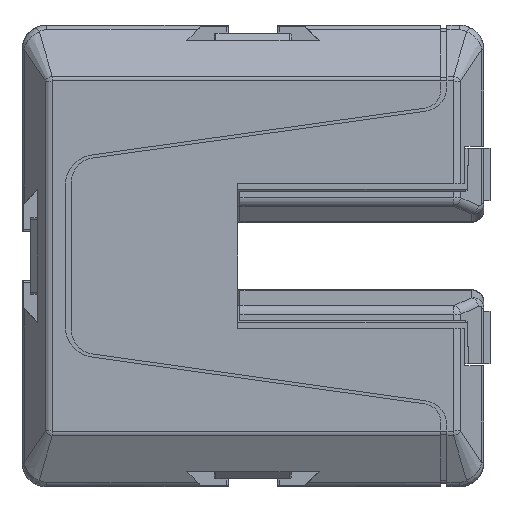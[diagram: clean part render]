
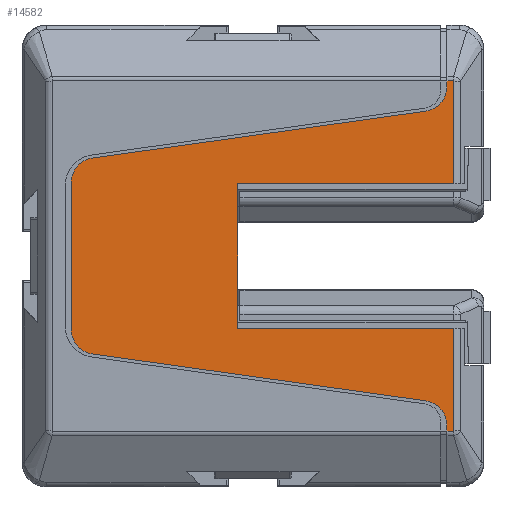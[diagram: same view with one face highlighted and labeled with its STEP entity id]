
A CAD part, left-side view. The second image highlights one B-rep face of the part: STEP entity #14582.
In plain terms, the highlighted planar face has unit normal (-1, 0, 0).
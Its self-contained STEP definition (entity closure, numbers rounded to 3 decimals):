
#2785=DIRECTION('',(0.,0.,1.));
#2786=VECTOR('',#2785,23.9);
#2787=CARTESIAN_POINT('',(-57.5,-8.,-11.95));
#2788=LINE('',#2787,#2786);
#2792=CARTESIAN_POINT('',(-57.5,-12.,11.95));
#2793=DIRECTION('',(1.,0.,0.));
#2794=DIRECTION('',(0.,1.,0.));
#2795=AXIS2_PLACEMENT_3D('',#2792,#2793,#2794);
#2800=DIRECTION('',(0.,-0.99,0.139));
#2801=VECTOR('',#2800,54.645);
#2802=CARTESIAN_POINT('',(-57.5,-11.443,15.911));
#2803=LINE('',#2802,#2801);
#2807=CARTESIAN_POINT('',(-57.5,-65.,27.477));
#2808=DIRECTION('',(-1.,0.,0.));
#2809=DIRECTION('',(0.,-0.139,-0.99));
#2810=AXIS2_PLACEMENT_3D('',#2807,#2808,#2809);
#2815=DIRECTION('',(0.,0.,1.));
#2816=VECTOR('',#2815,0.961);
#2817=CARTESIAN_POINT('',(-57.5,-69.,27.477));
#2818=LINE('',#2817,#2816);
#2822=DIRECTION('',(0.,0.,1.));
#2823=VECTOR('',#2822,0.961);
#2824=CARTESIAN_POINT('',(-57.5,-69.,-28.438));
#2825=LINE('',#2824,#2823);
#2829=CARTESIAN_POINT('',(-57.5,-65.,-27.477));
#2830=DIRECTION('',(-1.,0.,0.));
#2831=DIRECTION('',(0.,-1.,0.));
#2832=AXIS2_PLACEMENT_3D('',#2829,#2830,#2831);
#2837=DIRECTION('',(0.,0.99,0.139));
#2838=VECTOR('',#2837,54.645);
#2839=CARTESIAN_POINT('',(-57.5,-65.557,-23.516));
#2840=LINE('',#2839,#2838);
#2844=CARTESIAN_POINT('',(-57.5,-12.,-11.95));
#2845=DIRECTION('',(1.,0.,0.));
#2846=DIRECTION('',(0.,0.139,-0.99));
#2847=AXIS2_PLACEMENT_3D('',#2844,#2845,#2846);
#2859=DIRECTION('',(0.,1.,0.));
#2860=VECTOR('',#2859,1.09);
#2861=CARTESIAN_POINT('',(-57.5,-70.09,28.438));
#2862=LINE('',#2861,#2860);
#3048=DIRECTION('',(0.,0.,1.));
#3049=VECTOR('',#3048,23.4);
#3050=CARTESIAN_POINT('',(-57.5,-35.,-11.7));
#3051=LINE('',#3050,#3049);
#3462=DIRECTION('',(0.,-1.,0.));
#3463=VECTOR('',#3462,1.09);
#3464=CARTESIAN_POINT('',(-57.5,-69.,-28.438));
#3465=LINE('',#3464,#3463);
#3484=CARTESIAN_POINT('',(-57.5,-70.09,-28.438));
#3485=CARTESIAN_POINT('',(-57.5,-70.093,-28.438));
#3486=CARTESIAN_POINT('',(-57.5,-70.098,-28.435));
#3487=CARTESIAN_POINT('',(-57.5,-70.104,-28.427));
#3488=CARTESIAN_POINT('',(-57.5,-70.105,-28.421));
#3489=CARTESIAN_POINT('',(-57.5,-70.105,-28.417));
#3509=DIRECTION('',(0.,0.,1.));
#3510=VECTOR('',#3509,16.717);
#3511=CARTESIAN_POINT('',(-57.5,-70.105,-28.417));
#3512=LINE('',#3511,#3510);
#3531=DIRECTION('',(0.,1.,0.));
#3532=VECTOR('',#3531,35.105);
#3533=CARTESIAN_POINT('',(-57.5,-70.105,-11.7));
#3534=LINE('',#3533,#3532);
#5594=DIRECTION('',(0.,-1.,0.));
#5595=VECTOR('',#5594,35.105);
#5596=CARTESIAN_POINT('',(-57.5,-35.,11.7));
#5597=LINE('',#5596,#5595);
#7750=DIRECTION('',(0.,0.,1.));
#7751=VECTOR('',#7750,16.717);
#7752=CARTESIAN_POINT('',(-57.5,-70.105,11.7));
#7753=LINE('',#7752,#7751);
#7772=CARTESIAN_POINT('',(-57.5,-70.105,28.417));
#7773=CARTESIAN_POINT('',(-57.5,-70.105,28.421));
#7774=CARTESIAN_POINT('',(-57.5,-70.104,28.427));
#7775=CARTESIAN_POINT('',(-57.5,-70.098,28.435));
#7776=CARTESIAN_POINT('',(-57.5,-70.093,28.438));
#7777=CARTESIAN_POINT('',(-57.5,-70.09,28.438));
#10843=CARTESIAN_POINT('',(-57.5,-69.,28.438));
#10844=VERTEX_POINT('',#10843);
#10845=CARTESIAN_POINT('',(-57.5,-69.,27.477));
#10846=VERTEX_POINT('',#10845);
#10991=CARTESIAN_POINT('',(-57.5,-69.,-27.477));
#10992=VERTEX_POINT('',#10991);
#10993=CARTESIAN_POINT('',(-57.5,-69.,-28.438));
#10994=VERTEX_POINT('',#10993);
#11021=CARTESIAN_POINT('',(-57.5,-65.557,-23.516));
#11022=VERTEX_POINT('',#11021);
#11023=CARTESIAN_POINT('',(-57.5,-11.443,-15.911));
#11024=VERTEX_POINT('',#11023);
#11029=CARTESIAN_POINT('',(-57.5,-8.,-11.95));
#11030=VERTEX_POINT('',#11029);
#11035=CARTESIAN_POINT('',(-57.5,-8.,11.95));
#11036=VERTEX_POINT('',#11035);
#11071=CARTESIAN_POINT('',(-57.5,-35.,-11.7));
#11072=VERTEX_POINT('',#11071);
#11073=CARTESIAN_POINT('',(-57.5,-35.,11.7));
#11074=VERTEX_POINT('',#11073);
#11263=CARTESIAN_POINT('',(-57.5,-70.105,-11.7));
#11264=VERTEX_POINT('',#11263);
#11395=CARTESIAN_POINT('',(-57.5,-70.09,-28.438));
#11396=VERTEX_POINT('',#11395);
#11397=CARTESIAN_POINT('',(-57.5,-11.443,15.911));
#11398=VERTEX_POINT('',#11397);
#11399=CARTESIAN_POINT('',(-57.5,-65.557,23.516));
#11400=VERTEX_POINT('',#11399);
#11401=CARTESIAN_POINT('',(-57.5,-70.09,28.438));
#11402=VERTEX_POINT('',#11401);
#11403=VERTEX_POINT('',#7772);
#11404=CARTESIAN_POINT('',(-57.5,-70.105,11.7));
#11405=VERTEX_POINT('',#11404);
#11406=CARTESIAN_POINT('',(-57.5,-70.105,-28.417));
#11407=VERTEX_POINT('',#11406);
#14548=CARTESIAN_POINT('',(-57.5,-75.,-37.5));
#14549=DIRECTION('',(-1.,0.,0.));
#14550=DIRECTION('',(0.,0.,1.));
#14551=AXIS2_PLACEMENT_3D('',#14548,#14549,#14550);
#14552=PLANE('',#14551);
#14553=ORIENTED_EDGE('',*,*,#14501,.T.);
#14554=ORIENTED_EDGE('',*,*,#14515,.T.);
#14555=ORIENTED_EDGE('',*,*,#14529,.T.);
#14556=ORIENTED_EDGE('',*,*,#14542,.T.);
#14557=ORIENTED_EDGE('',*,*,#13320,.T.);
#14559=ORIENTED_EDGE('',*,*,#14558,.F.);
#14561=ORIENTED_EDGE('',*,*,#14560,.F.);
#14563=ORIENTED_EDGE('',*,*,#14562,.F.);
#14565=ORIENTED_EDGE('',*,*,#14564,.F.);
#14567=ORIENTED_EDGE('',*,*,#14566,.F.);
#14569=ORIENTED_EDGE('',*,*,#14568,.F.);
#14571=ORIENTED_EDGE('',*,*,#14570,.F.);
#14573=ORIENTED_EDGE('',*,*,#14572,.F.);
#14575=ORIENTED_EDGE('',*,*,#14574,.F.);
#14576=ORIENTED_EDGE('',*,*,#14415,.T.);
#14577=ORIENTED_EDGE('',*,*,#14459,.T.);
#14578=ORIENTED_EDGE('',*,*,#14473,.T.);
#14579=ORIENTED_EDGE('',*,*,#14487,.T.);
#14580=EDGE_LOOP('',(#14553,#14554,#14555,#14556,#14557,#14559,#14561,#14563,
#14565,#14567,#14569,#14571,#14573,#14575,#14576,#14577,#14578,#14579));
#14581=FACE_OUTER_BOUND('',#14580,.F.);
#14582=ADVANCED_FACE('',(#14581),#14552,.T.);
#2796=CIRCLE('',#2795,4.);
#2811=CIRCLE('',#2810,4.);
#2833=CIRCLE('',#2832,4.);
#2848=CIRCLE('',#2847,4.);
#3490=B_SPLINE_CURVE_WITH_KNOTS('',3,(#3484,#3485,#3486,#3487,#3488,#3489),
.UNSPECIFIED.,.F.,.F.,(4,1,1,4),(0.,0.333,0.667,1.),
.UNSPECIFIED.);
#7778=B_SPLINE_CURVE_WITH_KNOTS('',3,(#7772,#7773,#7774,#7775,#7776,#7777),
.UNSPECIFIED.,.F.,.F.,(4,1,1,4),(0.,0.333,0.667,1.),
.UNSPECIFIED.);
#13320=EDGE_CURVE('',#10846,#10844,#2818,.T.);
#14415=EDGE_CURVE('',#10994,#10992,#2825,.T.);
#14459=EDGE_CURVE('',#10992,#11022,#2833,.T.);
#14473=EDGE_CURVE('',#11022,#11024,#2840,.T.);
#14487=EDGE_CURVE('',#11024,#11030,#2848,.T.);
#14501=EDGE_CURVE('',#11030,#11036,#2788,.T.);
#14515=EDGE_CURVE('',#11036,#11398,#2796,.T.);
#14529=EDGE_CURVE('',#11398,#11400,#2803,.T.);
#14542=EDGE_CURVE('',#11400,#10846,#2811,.T.);
#14558=EDGE_CURVE('',#11402,#10844,#2862,.T.);
#14560=EDGE_CURVE('',#11403,#11402,#7778,.T.);
#14562=EDGE_CURVE('',#11405,#11403,#7753,.T.);
#14564=EDGE_CURVE('',#11074,#11405,#5597,.T.);
#14566=EDGE_CURVE('',#11072,#11074,#3051,.T.);
#14568=EDGE_CURVE('',#11264,#11072,#3534,.T.);
#14570=EDGE_CURVE('',#11407,#11264,#3512,.T.);
#14572=EDGE_CURVE('',#11396,#11407,#3490,.T.);
#14574=EDGE_CURVE('',#10994,#11396,#3465,.T.);
